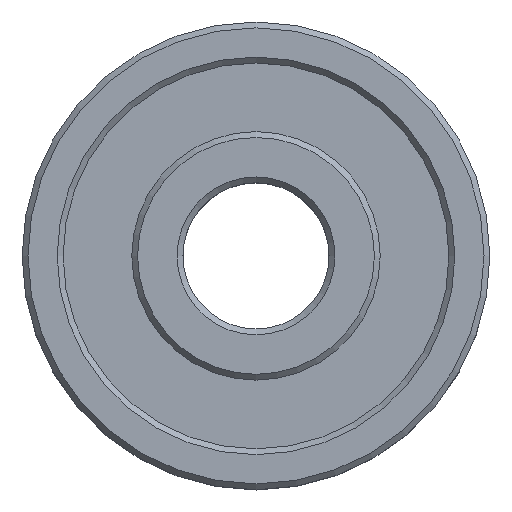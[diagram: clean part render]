
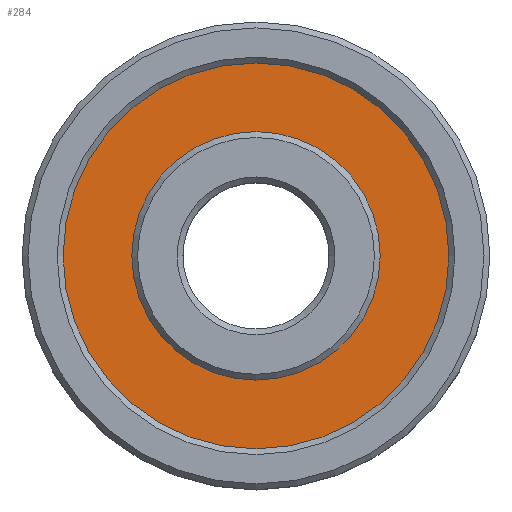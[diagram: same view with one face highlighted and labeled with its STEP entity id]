
A CAD part, top view. The second image highlights one B-rep face of the part: STEP entity #284.
In plain terms, the highlighted planar face has unit normal (0, 0, 1).
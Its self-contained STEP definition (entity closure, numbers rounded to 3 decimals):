
#23=FACE_BOUND('',#63,.T.);
#29=PLANE('',#328);
#40=FACE_OUTER_BOUND('',#62,.T.);
#62=EDGE_LOOP('',(#221));
#63=EDGE_LOOP('',(#222));
#115=CIRCLE('',#325,6.6);
#117=CIRCLE('',#329,4.25);
#139=VERTEX_POINT('',#486);
#141=VERTEX_POINT('',#493);
#168=EDGE_CURVE('',#139,#139,#115,.F.);
#170=EDGE_CURVE('',#141,#141,#117,.T.);
#221=ORIENTED_EDGE('',*,*,#168,.T.);
#222=ORIENTED_EDGE('',*,*,#170,.F.);
#284=ADVANCED_FACE('',(#40,#23),#29,.T.);
#325=AXIS2_PLACEMENT_3D('',#488,#390,#391);
#328=AXIS2_PLACEMENT_3D('',#492,#396,#397);
#329=AXIS2_PLACEMENT_3D('',#494,#398,#399);
#390=DIRECTION('center_axis',(0.,0.,-1.));
#391=DIRECTION('ref_axis',(0.,1.,0.));
#396=DIRECTION('center_axis',(0.,0.,1.));
#397=DIRECTION('ref_axis',(0.,-1.,0.));
#398=DIRECTION('center_axis',(0.,0.,1.));
#399=DIRECTION('ref_axis',(0.,-1.,0.));
#486=CARTESIAN_POINT('',(0.,-6.6,4.7));
#488=CARTESIAN_POINT('Origin',(0.,0.,4.7));
#492=CARTESIAN_POINT('Origin',(6.601,6.601,4.7));
#493=CARTESIAN_POINT('',(0.,4.25,4.7));
#494=CARTESIAN_POINT('Origin',(0.,0.,4.7));
